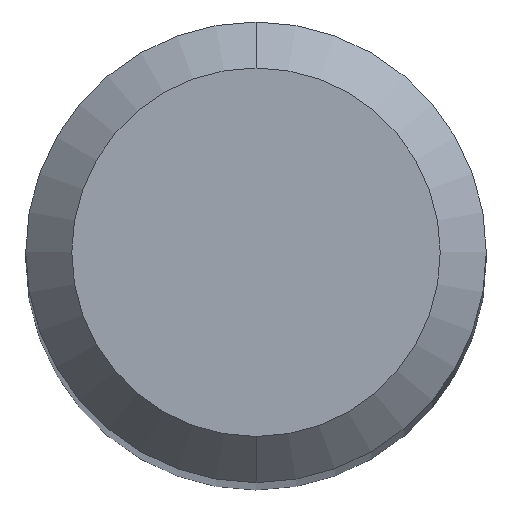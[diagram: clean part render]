
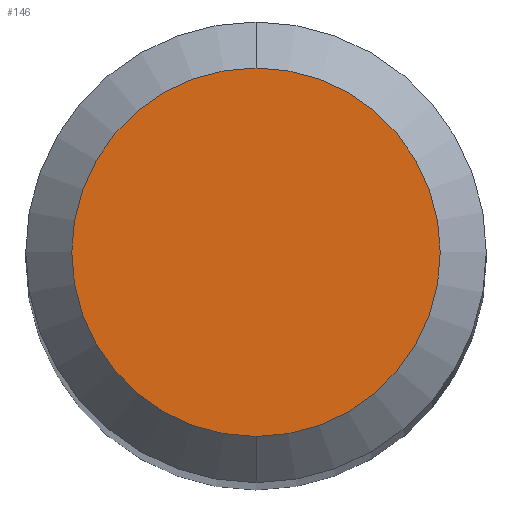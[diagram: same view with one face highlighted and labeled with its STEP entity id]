
A CAD part, top view. The second image highlights one B-rep face of the part: STEP entity #146.
In plain terms, the highlighted planar face has unit normal (0, 0, 1).
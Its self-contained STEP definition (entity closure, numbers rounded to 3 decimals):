
#6 = DIRECTION ( 'NONE',  ( 0., 1., 0. ) ) ;
#13 = AXIS2_PLACEMENT_3D ( 'NONE', #105, #39, #194 ) ;
#17 = VERTEX_POINT ( 'NONE', #91 ) ;
#39 = DIRECTION ( 'NONE',  ( 0., 0., -1. ) ) ;
#47 = ORIENTED_EDGE ( 'NONE', *, *, #60, .F. ) ;
#60 = EDGE_CURVE ( 'NONE', #239, #17, #257, .T. ) ;
#71 = DIRECTION ( 'NONE',  ( 0., 0., -1. ) ) ;
#91 = CARTESIAN_POINT ( 'NONE',  ( 0., 2.4, 57. ) ) ;
#105 = CARTESIAN_POINT ( 'NONE',  ( 0., 0., 57. ) ) ;
#132 = EDGE_LOOP ( 'NONE', ( #174, #47 ) ) ;
#142 = PLANE ( 'NONE',  #144 ) ;
#144 = AXIS2_PLACEMENT_3D ( 'NONE', #211, #231, #229 ) ;
#146 = ADVANCED_FACE ( 'NONE', ( #275 ), #142, .F. ) ;
#166 = CARTESIAN_POINT ( 'NONE',  ( 0., 0., 57. ) ) ;
#172 = CIRCLE ( 'NONE', #13, 2.4 ) ;
#174 = ORIENTED_EDGE ( 'NONE', *, *, #264, .F. ) ;
#194 = DIRECTION ( 'NONE',  ( 0., 1., 0. ) ) ;
#211 = CARTESIAN_POINT ( 'NONE',  ( 0., 0., 57. ) ) ;
#229 = DIRECTION ( 'NONE',  ( 0., 1., 0. ) ) ;
#231 = DIRECTION ( 'NONE',  ( 0., 0., -1. ) ) ;
#235 = CARTESIAN_POINT ( 'NONE',  ( 0., -2.4, 57. ) ) ;
#239 = VERTEX_POINT ( 'NONE', #235 ) ;
#257 = CIRCLE ( 'NONE', #287, 2.4 ) ;
#264 = EDGE_CURVE ( 'NONE', #17, #239, #172, .T. ) ;
#275 = FACE_OUTER_BOUND ( 'NONE', #132, .T. ) ;
#287 = AXIS2_PLACEMENT_3D ( 'NONE', #166, #71, #6 ) ;
